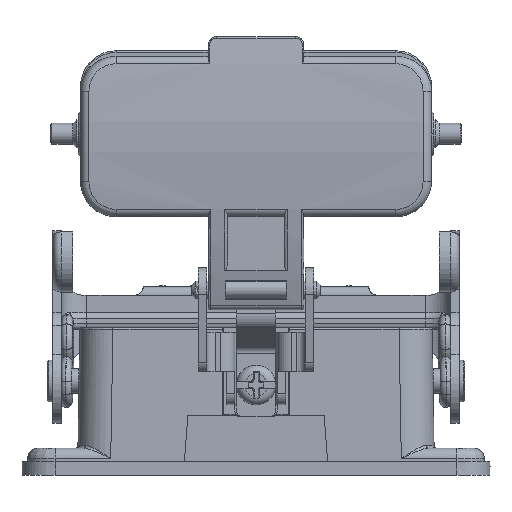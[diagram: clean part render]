
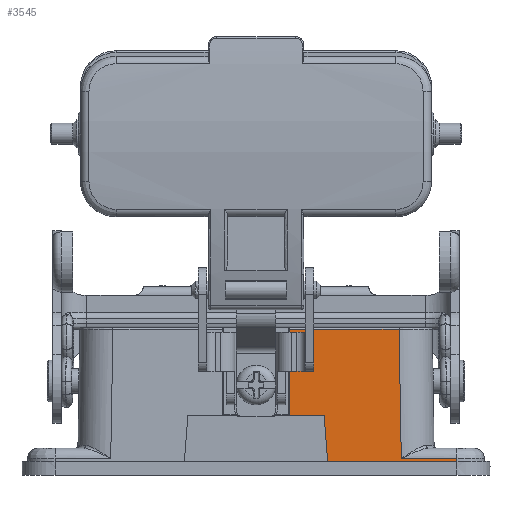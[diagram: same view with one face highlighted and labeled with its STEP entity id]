
A CAD part, left-side view. The second image highlights one B-rep face of the part: STEP entity #3545.
In plain terms, the highlighted planar face has unit normal (-1, 0, 0.017).
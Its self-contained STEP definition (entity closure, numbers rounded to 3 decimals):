
#964=FACE_OUTER_BOUND('',#5838,.T.);
#3545=ADVANCED_FACE('',(#964),#4765,.F.);
#4765=PLANE('',#21798);
#5838=EDGE_LOOP('',(#7635,#7636,#7637,#7638,#7639,#7640,#7641,#7642));
#7635=ORIENTED_EDGE('',*,*,#15771,.F.);
#7636=ORIENTED_EDGE('',*,*,#15772,.F.);
#7637=ORIENTED_EDGE('',*,*,#15519,.F.);
#7638=ORIENTED_EDGE('',*,*,#15773,.F.);
#7639=ORIENTED_EDGE('',*,*,#15774,.T.);
#7640=ORIENTED_EDGE('',*,*,#15769,.T.);
#7641=ORIENTED_EDGE('',*,*,#15775,.F.);
#7642=ORIENTED_EDGE('',*,*,#15776,.T.);
#13491=VERTEX_POINT('',#29511);
#13492=VERTEX_POINT('',#29513);
#13667=VERTEX_POINT('',#31840);
#13668=VERTEX_POINT('',#31842);
#13669=VERTEX_POINT('',#31849);
#13670=VERTEX_POINT('',#31850);
#13671=VERTEX_POINT('',#31853);
#13672=VERTEX_POINT('',#31856);
#15519=EDGE_CURVE('',#13491,#13492,#18627,.T.);
#15769=EDGE_CURVE('',#13668,#13667,#18758,.T.);
#15771=EDGE_CURVE('',#13669,#13670,#18759,.T.);
#15772=EDGE_CURVE('',#13492,#13669,#18760,.T.);
#15773=EDGE_CURVE('',#13671,#13491,#18761,.T.);
#15774=EDGE_CURVE('',#13671,#13668,#18762,.T.);
#15775=EDGE_CURVE('',#13672,#13667,#18763,.T.);
#15776=EDGE_CURVE('',#13672,#13670,#18764,.T.);
#18627=LINE('',#29512,#20152);
#18758=LINE('',#31841,#20283);
#18759=LINE('',#31848,#20284);
#18760=LINE('',#31851,#20285);
#18761=LINE('',#31852,#20286);
#18762=LINE('',#31854,#20287);
#18763=LINE('',#31855,#20288);
#18764=LINE('',#31857,#20289);
#20152=VECTOR('',#23792,1.);
#20283=VECTOR('',#24137,1.);
#20284=VECTOR('',#24140,1.);
#20285=VECTOR('',#24141,1.);
#20286=VECTOR('',#24142,1.);
#20287=VECTOR('',#24143,1.);
#20288=VECTOR('',#24144,1.);
#20289=VECTOR('',#24145,1.);
#21798=AXIS2_PLACEMENT_3D('',#31858,#24146,#24147);
#23792=DIRECTION('',(0.,1.,0.));
#24137=DIRECTION('',(0.017,0.017,1.));
#24140=DIRECTION('',(0.,-1.,0.));
#24141=DIRECTION('',(0.017,0.,1.));
#24142=DIRECTION('',(0.017,0.075,0.997));
#24143=DIRECTION('',(0.,-1.,0.));
#24144=DIRECTION('',(0.,-1.,0.));
#24145=DIRECTION('',(0.017,0.017,1.));
#24146=DIRECTION('',(1.,0.,-0.017));
#24147=DIRECTION('',(-0.017,0.,-1.));
#29511=CARTESIAN_POINT('',(-14.516,-12.075,9.33));
#29512=CARTESIAN_POINT('',(-14.516,12.1,9.33));
#29513=CARTESIAN_POINT('',(-14.516,-5.95,9.33));
#31840=CARTESIAN_POINT('',(-14.647,-35.598,1.631));
#31841=CARTESIAN_POINT('',(-14.672,-35.623,0.15));
#31842=CARTESIAN_POINT('',(-14.672,-35.623,0.15));
#31848=CARTESIAN_POINT('',(-14.257,-5.95,24.554));
#31849=CARTESIAN_POINT('',(-14.257,-5.95,24.554));
#31850=CARTESIAN_POINT('',(-14.257,-25.358,24.554));
#31851=CARTESIAN_POINT('',(-14.516,-5.95,9.33));
#31852=CARTESIAN_POINT('',(-14.672,-12.763,0.15));
#31853=CARTESIAN_POINT('',(-14.672,-12.763,0.15));
#31854=CARTESIAN_POINT('',(-14.672,-12.763,0.15));
#31855=CARTESIAN_POINT('',(-14.647,-25.747,1.631));
#31856=CARTESIAN_POINT('',(-14.647,-25.747,1.631));
#31857=CARTESIAN_POINT('',(-14.647,-25.747,1.631));
#31858=CARTESIAN_POINT('',(-14.675,9.173,-0.003));
